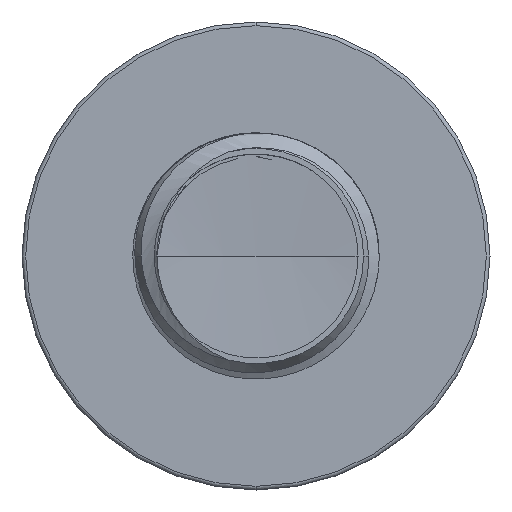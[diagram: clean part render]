
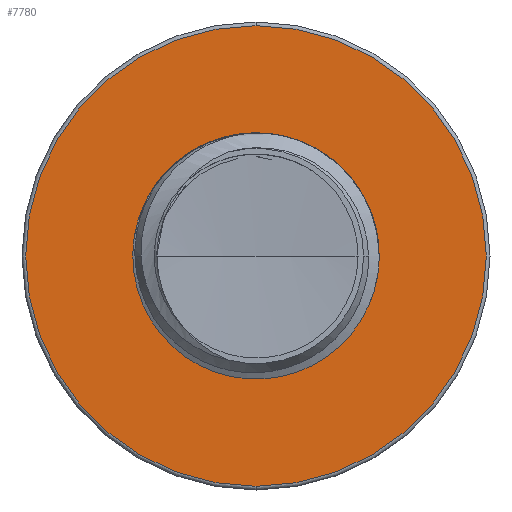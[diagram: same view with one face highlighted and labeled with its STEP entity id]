
A CAD part, front view. The second image highlights one B-rep face of the part: STEP entity #7780.
In plain terms, the highlighted planar face has unit normal (0, -1, 0).
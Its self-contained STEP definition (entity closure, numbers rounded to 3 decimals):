
#309 = DIRECTION ( 'NONE',  ( 0., -1., 0. ) ) ;
#2779 = EDGE_CURVE ( 'NONE', #24791, #42022, #25440, .T. ) ;
#2849 = EDGE_CURVE ( 'NONE', #43063, #22028, #24261, .T. ) ;
#3631 = CARTESIAN_POINT ( 'NONE',  ( 0., 20., 2.438 ) ) ;
#3686 = EDGE_CURVE ( 'NONE', #42022, #24791, #3994, .T. ) ;
#3757 = AXIS2_PLACEMENT_3D ( 'NONE', #45604, #36715, #36706 ) ;
#3994 = CIRCLE ( 'NONE', #31980, 4.675 ) ;
#4188 = DIRECTION ( 'NONE',  ( 0., 0., -1. ) ) ;
#4236 = DIRECTION ( 'NONE',  ( 0., -1., 0. ) ) ;
#4246 = CARTESIAN_POINT ( 'NONE',  ( 0., 20., 0. ) ) ;
#4899 = DIRECTION ( 'NONE',  ( 0., -1., 0. ) ) ;
#5114 = CARTESIAN_POINT ( 'NONE',  ( 0., 20., 4.675 ) ) ;
#7780 = ADVANCED_FACE ( 'NONE', ( #36114, #16470 ), #23244, .T. ) ;
#13269 = EDGE_LOOP ( 'NONE', ( #13612, #15847 ) ) ;
#13612 = ORIENTED_EDGE ( 'NONE', *, *, #2849, .F. ) ;
#14345 = AXIS2_PLACEMENT_3D ( 'NONE', #23089, #309, #26952 ) ;
#15847 = ORIENTED_EDGE ( 'NONE', *, *, #33497, .F. ) ;
#16064 = CARTESIAN_POINT ( 'NONE',  ( 0., 20., -4.675 ) ) ;
#16470 = FACE_BOUND ( 'NONE', #13269, .T. ) ;
#16595 = CARTESIAN_POINT ( 'NONE',  ( 0., 20., 0. ) ) ;
#20647 = CARTESIAN_POINT ( 'NONE',  ( 0., 20., -2.438 ) ) ;
#22028 = VERTEX_POINT ( 'NONE', #3631 ) ;
#23089 = CARTESIAN_POINT ( 'NONE',  ( 0., 20., 2.438 ) ) ;
#23244 = PLANE ( 'NONE',  #14345 ) ;
#24261 = CIRCLE ( 'NONE', #3757, 2.438 ) ;
#24791 = VERTEX_POINT ( 'NONE', #16064 ) ;
#25440 = CIRCLE ( 'NONE', #37385, 4.675 ) ;
#26722 = ORIENTED_EDGE ( 'NONE', *, *, #3686, .T. ) ;
#26952 = DIRECTION ( 'NONE',  ( 0., 0., -1. ) ) ;
#27544 = CARTESIAN_POINT ( 'NONE',  ( 0., 20., 0. ) ) ;
#28862 = ORIENTED_EDGE ( 'NONE', *, *, #2779, .T. ) ;
#31292 = DIRECTION ( 'NONE',  ( 0., 0., -1. ) ) ;
#31980 = AXIS2_PLACEMENT_3D ( 'NONE', #4246, #4236, #4188 ) ;
#33497 = EDGE_CURVE ( 'NONE', #22028, #43063, #44571, .T. ) ;
#35282 = AXIS2_PLACEMENT_3D ( 'NONE', #27544, #4899, #31292 ) ;
#36114 = FACE_OUTER_BOUND ( 'NONE', #43824, .T. ) ;
#36706 = DIRECTION ( 'NONE',  ( 0., 0., -1. ) ) ;
#36715 = DIRECTION ( 'NONE',  ( 0., -1., 0. ) ) ;
#37385 = AXIS2_PLACEMENT_3D ( 'NONE', #16595, #44206, #44155 ) ;
#42022 = VERTEX_POINT ( 'NONE', #5114 ) ;
#43063 = VERTEX_POINT ( 'NONE', #20647 ) ;
#43824 = EDGE_LOOP ( 'NONE', ( #28862, #26722 ) ) ;
#44155 = DIRECTION ( 'NONE',  ( 0., 0., -1. ) ) ;
#44206 = DIRECTION ( 'NONE',  ( 0., -1., 0. ) ) ;
#44571 = CIRCLE ( 'NONE', #35282, 2.438 ) ;
#45604 = CARTESIAN_POINT ( 'NONE',  ( 0., 20., 0. ) ) ;
